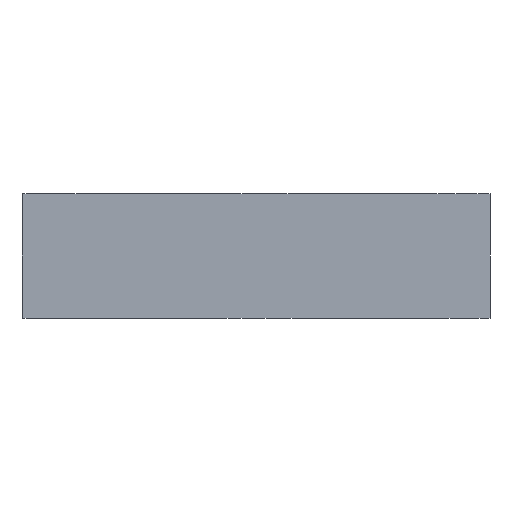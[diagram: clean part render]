
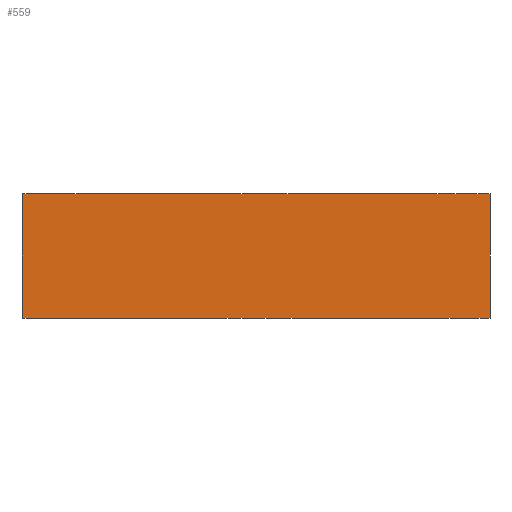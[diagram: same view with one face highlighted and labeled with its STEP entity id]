
A CAD part, left-side view. The second image highlights one B-rep face of the part: STEP entity #559.
In plain terms, the highlighted planar face has unit normal (-1, 0, 0).
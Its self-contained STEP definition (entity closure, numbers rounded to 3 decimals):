
#99=FACE_OUTER_BOUND('',#128,.T.);
#128=EDGE_LOOP('',(#464,#465,#466,#467));
#162=LINE('',#882,#207);
#177=LINE('',#1121,#222);
#178=LINE('',#1123,#223);
#179=LINE('',#1124,#224);
#207=VECTOR('',#630,10.);
#222=VECTOR('',#647,10.);
#223=VECTOR('',#650,10.);
#224=VECTOR('',#651,10.);
#253=VERTEX_POINT('',#878);
#255=VERTEX_POINT('',#881);
#277=VERTEX_POINT('',#1117);
#278=VERTEX_POINT('',#1119);
#322=EDGE_CURVE('',#253,#255,#162,.T.);
#357=EDGE_CURVE('',#277,#278,#177,.T.);
#358=EDGE_CURVE('',#277,#253,#178,.T.);
#359=EDGE_CURVE('',#255,#278,#179,.T.);
#464=ORIENTED_EDGE('',*,*,#358,.F.);
#465=ORIENTED_EDGE('',*,*,#357,.T.);
#466=ORIENTED_EDGE('',*,*,#359,.F.);
#467=ORIENTED_EDGE('',*,*,#322,.F.);
#530=PLANE('',#584);
#559=ADVANCED_FACE('',(#99),#530,.T.);
#584=AXIS2_PLACEMENT_3D('',#1122,#648,#649);
#630=DIRECTION('',(0.,0.,1.));
#647=DIRECTION('',(0.,0.,1.));
#648=DIRECTION('center_axis',(-1.,0.,0.));
#649=DIRECTION('ref_axis',(0.,-1.,0.));
#650=DIRECTION('',(0.,1.,0.));
#651=DIRECTION('',(0.,-1.,0.));
#878=CARTESIAN_POINT('',(44.706,-195.,0.));
#881=CARTESIAN_POINT('',(44.706,-195.,4.));
#882=CARTESIAN_POINT('',(44.706,-195.,0.));
#1117=CARTESIAN_POINT('',(44.706,-210.,0.));
#1119=CARTESIAN_POINT('',(44.706,-210.,4.));
#1121=CARTESIAN_POINT('',(44.706,-210.,0.));
#1122=CARTESIAN_POINT('Origin',(44.706,-195.,0.));
#1123=CARTESIAN_POINT('',(44.706,-210.,0.));
#1124=CARTESIAN_POINT('',(44.706,-210.,4.));
